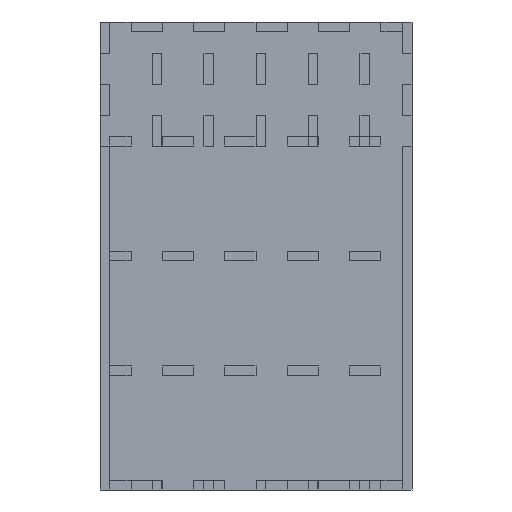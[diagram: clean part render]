
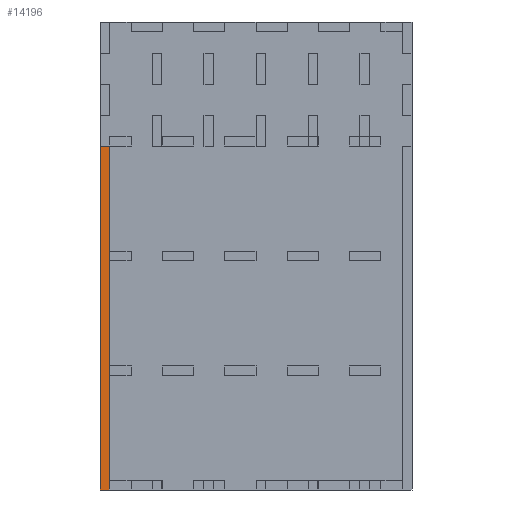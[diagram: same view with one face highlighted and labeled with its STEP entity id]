
A CAD part, front view. The second image highlights one B-rep face of the part: STEP entity #14196.
In plain terms, the highlighted planar face has unit normal (0, -1, 0).
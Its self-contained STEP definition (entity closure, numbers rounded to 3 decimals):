
#224=FACE_OUTER_BOUND('',#956,.T.);
#956=EDGE_LOOP('',(#9475,#9476,#9477,#9478));
#1747=LINE('',#19456,#3817);
#1817=LINE('',#19595,#3887);
#1818=LINE('',#19598,#3888);
#1819=LINE('',#19599,#3889);
#3817=VECTOR('',#15855,10.);
#3887=VECTOR('',#15977,10.);
#3888=VECTOR('',#15980,10.);
#3889=VECTOR('',#15981,10.);
#5879=VERTEX_POINT('',#19453);
#5880=VERTEX_POINT('',#19455);
#5923=VERTEX_POINT('',#19593);
#5924=VERTEX_POINT('',#19597);
#7267=EDGE_CURVE('',#5879,#5880,#1747,.T.);
#7337=EDGE_CURVE('',#5923,#5880,#1817,.T.);
#7338=EDGE_CURVE('',#5924,#5923,#1818,.T.);
#7339=EDGE_CURVE('',#5924,#5879,#1819,.T.);
#9475=ORIENTED_EDGE('',*,*,#7338,.T.);
#9476=ORIENTED_EDGE('',*,*,#7337,.T.);
#9477=ORIENTED_EDGE('',*,*,#7267,.F.);
#9478=ORIENTED_EDGE('',*,*,#7339,.F.);
#13470=PLANE('',#15075);
#14196=ADVANCED_FACE('',(#224),#13470,.T.);
#15075=AXIS2_PLACEMENT_3D('',#19596,#15978,#15979);
#15855=DIRECTION('',(0.,0.,-1.));
#15977=DIRECTION('',(1.,0.,0.));
#15978=DIRECTION('center_axis',(0.,-1.,0.));
#15979=DIRECTION('ref_axis',(0.,0.,-1.));
#15980=DIRECTION('',(0.,0.,-1.));
#15981=DIRECTION('',(1.,0.,0.));
#19453=CARTESIAN_POINT('',(3.,0.,-40.));
#19455=CARTESIAN_POINT('',(3.,0.,-150.));
#19456=CARTESIAN_POINT('',(3.,0.,0.));
#19593=CARTESIAN_POINT('',(0.,0.,-150.));
#19595=CARTESIAN_POINT('',(0.,0.,-150.));
#19596=CARTESIAN_POINT('Origin',(0.,0.,-40.));
#19597=CARTESIAN_POINT('',(0.,0.,-40.));
#19598=CARTESIAN_POINT('',(0.,0.,0.));
#19599=CARTESIAN_POINT('',(0.,0.,-40.));
